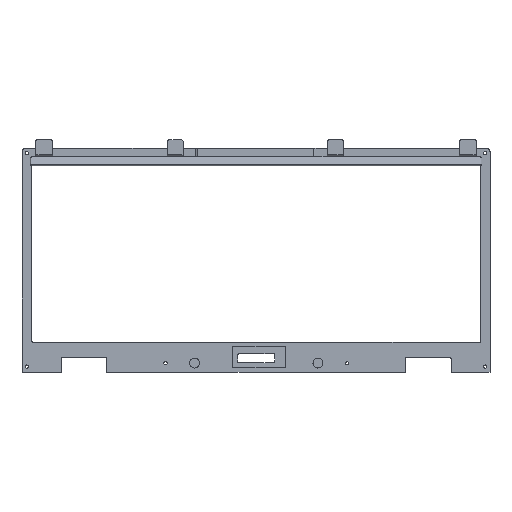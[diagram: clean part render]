
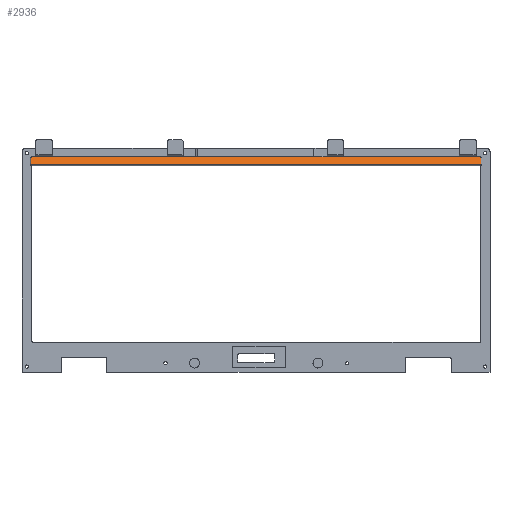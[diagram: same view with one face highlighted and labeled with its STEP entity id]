
A CAD part, front view. The second image highlights one B-rep face of the part: STEP entity #2936.
In plain terms, the highlighted planar face has unit normal (0, -0.945, 0.327).
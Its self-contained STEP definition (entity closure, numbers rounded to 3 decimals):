
#199=FACE_OUTER_BOUND('',#377,.T.);
#377=EDGE_LOOP('',(#2285,#2286,#2287,#2288,#2289,#2290));
#541=LINE('',#4357,#828);
#543=LINE('',#4360,#830);
#549=LINE('',#4382,#836);
#626=LINE('',#4834,#913);
#628=LINE('',#4837,#915);
#654=LINE('',#4923,#941);
#828=VECTOR('',#3453,10.);
#830=VECTOR('',#3457,10.);
#836=VECTOR('',#3473,10.);
#913=VECTOR('',#3696,10.);
#915=VECTOR('',#3698,10.);
#941=VECTOR('',#3768,10.);
#1241=VERTEX_POINT('',#4343);
#1244=VERTEX_POINT('',#4350);
#1246=VERTEX_POINT('',#4355);
#1252=VERTEX_POINT('',#4378);
#1349=VERTEX_POINT('',#4832);
#1350=VERTEX_POINT('',#4836);
#1535=EDGE_CURVE('',#1246,#1244,#541,.T.);
#1537=EDGE_CURVE('',#1244,#1241,#543,.T.);
#1547=EDGE_CURVE('',#1241,#1252,#549,.T.);
#1682=EDGE_CURVE('',#1349,#1246,#626,.T.);
#1684=EDGE_CURVE('',#1252,#1350,#628,.T.);
#1729=EDGE_CURVE('',#1350,#1349,#654,.T.);
#2285=ORIENTED_EDGE('',*,*,#1535,.F.);
#2286=ORIENTED_EDGE('',*,*,#1682,.F.);
#2287=ORIENTED_EDGE('',*,*,#1729,.F.);
#2288=ORIENTED_EDGE('',*,*,#1684,.F.);
#2289=ORIENTED_EDGE('',*,*,#1547,.F.);
#2290=ORIENTED_EDGE('',*,*,#1537,.F.);
#2825=PLANE('',#3194);
#2936=ADVANCED_FACE('',(#199),#2825,.T.);
#3194=AXIS2_PLACEMENT_3D('',#4922,#3766,#3767);
#3453=DIRECTION('',(0.,-0.327,-0.945));
#3457=DIRECTION('',(-1.,0.,0.));
#3473=DIRECTION('',(0.,0.327,0.945));
#3696=DIRECTION('',(1.,0.,0.));
#3698=DIRECTION('',(1.,0.,0.));
#3766=DIRECTION('center_axis',(0.,-0.945,
0.327));
#3767=DIRECTION('ref_axis',(0.,0.327,0.945));
#3768=DIRECTION('',(1.,0.,0.));
#4343=CARTESIAN_POINT('',(-188.782,-8.558,52.49));
#4350=CARTESIAN_POINT('',(80.884,-8.558,52.49));
#4355=CARTESIAN_POINT('',(80.884,-6.997,57.009));
#4357=CARTESIAN_POINT('',(80.884,-8.426,52.872));
#4360=CARTESIAN_POINT('',(13.291,-8.558,52.49));
#4378=CARTESIAN_POINT('',(-188.782,-6.997,57.009));
#4382=CARTESIAN_POINT('',(-188.782,-8.426,52.872));
#4832=CARTESIAN_POINT('',(-18.589,-6.997,57.009));
#4834=CARTESIAN_POINT('',(40.445,-6.997,57.009));
#4836=CARTESIAN_POINT('',(-90.21,-6.997,57.009));
#4837=CARTESIAN_POINT('',(40.445,-6.997,57.009));
#4922=CARTESIAN_POINT('Origin',(80.89,-8.96,51.327));
#4923=CARTESIAN_POINT('',(40.445,-6.997,57.009));
